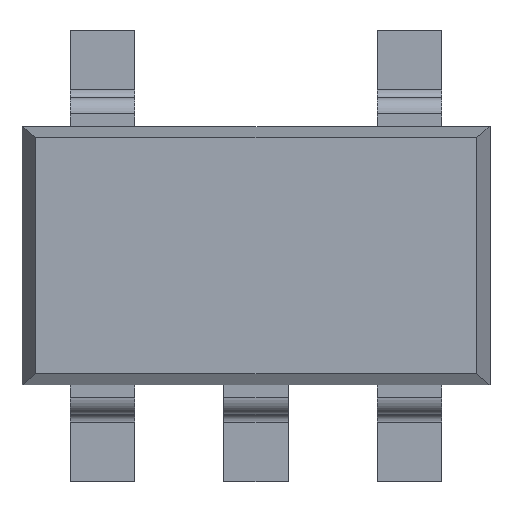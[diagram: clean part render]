
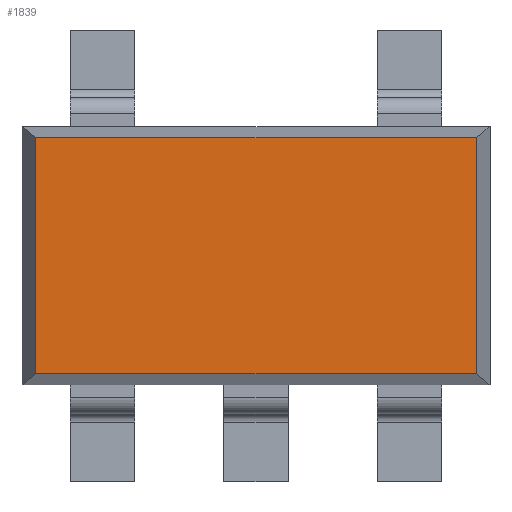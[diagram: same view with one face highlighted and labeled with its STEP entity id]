
A CAD part, top view. The second image highlights one B-rep face of the part: STEP entity #1839.
In plain terms, the highlighted planar face has unit normal (0, 0, 1).
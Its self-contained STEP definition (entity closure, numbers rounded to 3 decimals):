
#48 = EDGE_CURVE ( 'NONE', #1705, #1575, #1732, .T. ) ;
#75 = DIRECTION ( 'NONE',  ( 0., -1., 0. ) ) ;
#171 = EDGE_CURVE ( 'NONE', #732, #1575, #5305, .T. ) ;
#239 = AXIS2_PLACEMENT_3D ( 'NONE', #1425, #4353, #2698 ) ;
#282 = CARTESIAN_POINT ( 'NONE',  ( 1.45, 0.732, 1.1 ) ) ;
#355 = EDGE_LOOP ( 'NONE', ( #790, #5014, #2225, #667 ) ) ;
#596 = PLANE ( 'NONE',  #239 ) ;
#667 = ORIENTED_EDGE ( 'NONE', *, *, #48, .F. ) ;
#732 = VERTEX_POINT ( 'NONE', #5413 ) ;
#790 = ORIENTED_EDGE ( 'NONE', *, *, #2397, .F. ) ;
#791 = FACE_OUTER_BOUND ( 'NONE', #355, .T. ) ;
#1425 = CARTESIAN_POINT ( 'NONE',  ( 0., 0., 1.1 ) ) ;
#1535 = VECTOR ( 'NONE', #3337, 1000. ) ;
#1575 = VERTEX_POINT ( 'NONE', #2653 ) ;
#1615 = CARTESIAN_POINT ( 'NONE',  ( 1.364, -0.732, 1.1 ) ) ;
#1705 = VERTEX_POINT ( 'NONE', #1615 ) ;
#1732 = LINE ( 'NONE', #4194, #1535 ) ;
#1818 = LINE ( 'NONE', #282, #5032 ) ;
#1839 = ADVANCED_FACE ( 'NONE', ( #791 ), #596, .T. ) ;
#2225 = ORIENTED_EDGE ( 'NONE', *, *, #171, .T. ) ;
#2397 = EDGE_CURVE ( 'NONE', #5000, #1705, #2541, .T. ) ;
#2398 = DIRECTION ( 'NONE',  ( -1., 0., 0. ) ) ;
#2541 = LINE ( 'NONE', #4439, #5187 ) ;
#2589 = CARTESIAN_POINT ( 'NONE',  ( -1.364, 1.4, 1.1 ) ) ;
#2653 = CARTESIAN_POINT ( 'NONE',  ( -1.364, -0.732, 1.1 ) ) ;
#2698 = DIRECTION ( 'NONE',  ( 1., 0., 0. ) ) ;
#2789 = VECTOR ( 'NONE', #75, 1000. ) ;
#2804 = DIRECTION ( 'NONE',  ( 0., -1., 0. ) ) ;
#3337 = DIRECTION ( 'NONE',  ( -1., 0., 0. ) ) ;
#3825 = CARTESIAN_POINT ( 'NONE',  ( 1.364, 0.732, 1.1 ) ) ;
#4194 = CARTESIAN_POINT ( 'NONE',  ( 1.45, -0.732, 1.1 ) ) ;
#4353 = DIRECTION ( 'NONE',  ( 0., 0., 1. ) ) ;
#4439 = CARTESIAN_POINT ( 'NONE',  ( 1.364, 1.4, 1.1 ) ) ;
#5000 = VERTEX_POINT ( 'NONE', #3825 ) ;
#5014 = ORIENTED_EDGE ( 'NONE', *, *, #5461, .T. ) ;
#5032 = VECTOR ( 'NONE', #2398, 1000. ) ;
#5187 = VECTOR ( 'NONE', #2804, 1000. ) ;
#5305 = LINE ( 'NONE', #2589, #2789 ) ;
#5413 = CARTESIAN_POINT ( 'NONE',  ( -1.364, 0.732, 1.1 ) ) ;
#5461 = EDGE_CURVE ( 'NONE', #5000, #732, #1818, .T. ) ;
